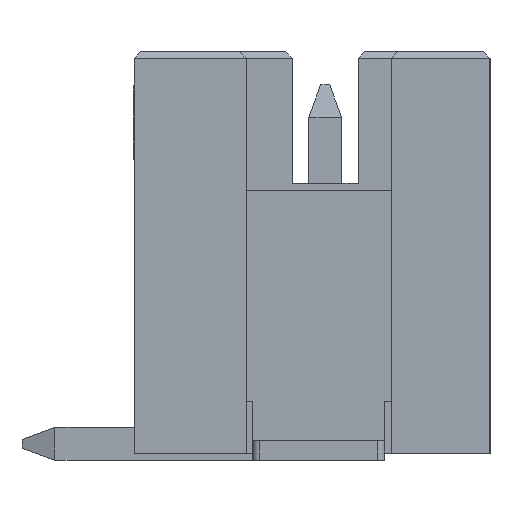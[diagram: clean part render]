
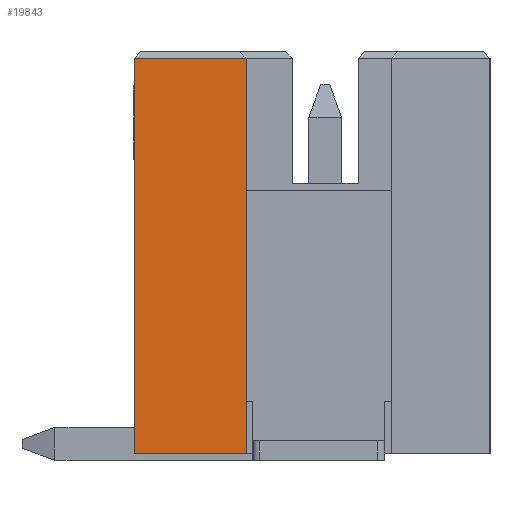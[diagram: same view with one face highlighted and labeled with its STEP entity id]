
A CAD part, left-side view. The second image highlights one B-rep face of the part: STEP entity #19843.
In plain terms, the highlighted planar face has unit normal (-1, 0, 0).
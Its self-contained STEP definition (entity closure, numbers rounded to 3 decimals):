
#870 = LINE ( 'NONE', #13737, #27267 ) ;
#2047 = DIRECTION ( 'NONE',  ( 1., 0., 0. ) ) ;
#3413 = CARTESIAN_POINT ( 'NONE',  ( -13.95, 0.15, 6.1 ) ) ;
#4041 = EDGE_CURVE ( 'NONE', #25739, #26862, #870, .T. ) ;
#6075 = ORIENTED_EDGE ( 'NONE', *, *, #21557, .T. ) ;
#7900 = ORIENTED_EDGE ( 'NONE', *, *, #4041, .T. ) ;
#10608 = ORIENTED_EDGE ( 'NONE', *, *, #32614, .T. ) ;
#10845 = EDGE_CURVE ( 'NONE', #26862, #23528, #32108, .T. ) ;
#11162 = VERTEX_POINT ( 'NONE', #11680 ) ;
#11680 = CARTESIAN_POINT ( 'NONE',  ( -13.95, 0.15, 6. ) ) ;
#12568 = CARTESIAN_POINT ( 'NONE',  ( -13.95, 0.15, 0. ) ) ;
#13737 = CARTESIAN_POINT ( 'NONE',  ( -13.95, 1.85, 6.1 ) ) ;
#15064 = VECTOR ( 'NONE', #16571, 1000. ) ;
#15320 = CARTESIAN_POINT ( 'NONE',  ( -13.95, 1.85, 6. ) ) ;
#15397 = PLANE ( 'NONE',  #32965 ) ;
#16571 = DIRECTION ( 'NONE',  ( 0., 0., 1. ) ) ;
#17002 = EDGE_LOOP ( 'NONE', ( #10608, #6075, #7900, #18385 ) ) ;
#17575 = CARTESIAN_POINT ( 'NONE',  ( -13.95, 1.85, 6. ) ) ;
#17842 = CARTESIAN_POINT ( 'NONE',  ( -13.95, 1.85, 6.1 ) ) ;
#18385 = ORIENTED_EDGE ( 'NONE', *, *, #10845, .T. ) ;
#19603 = DIRECTION ( 'NONE',  ( 0., 0., -1. ) ) ;
#19843 = ADVANCED_FACE ( 'NONE', ( #23061 ), #15397, .F. ) ;
#20714 = DIRECTION ( 'NONE',  ( 0., 1., 0. ) ) ;
#21557 = EDGE_CURVE ( 'NONE', #11162, #25739, #33627, .T. ) ;
#21677 = VECTOR ( 'NONE', #26891, 1000. ) ;
#23061 = FACE_OUTER_BOUND ( 'NONE', #17002, .T. ) ;
#23528 = VERTEX_POINT ( 'NONE', #12568 ) ;
#23744 = VECTOR ( 'NONE', #20714, 1000. ) ;
#24616 = CARTESIAN_POINT ( 'NONE',  ( -13.95, 1.85, 0. ) ) ;
#25739 = VERTEX_POINT ( 'NONE', #17575 ) ;
#26862 = VERTEX_POINT ( 'NONE', #32943 ) ;
#26891 = DIRECTION ( 'NONE',  ( 0., -1., 0. ) ) ;
#27267 = VECTOR ( 'NONE', #19603, 1000. ) ;
#31262 = DIRECTION ( 'NONE',  ( 0., 0., -1. ) ) ;
#32108 = LINE ( 'NONE', #24616, #21677 ) ;
#32263 = LINE ( 'NONE', #3413, #15064 ) ;
#32614 = EDGE_CURVE ( 'NONE', #23528, #11162, #32263, .T. ) ;
#32943 = CARTESIAN_POINT ( 'NONE',  ( -13.95, 1.85, 0. ) ) ;
#32965 = AXIS2_PLACEMENT_3D ( 'NONE', #17842, #2047, #31262 ) ;
#33627 = LINE ( 'NONE', #15320, #23744 ) ;
